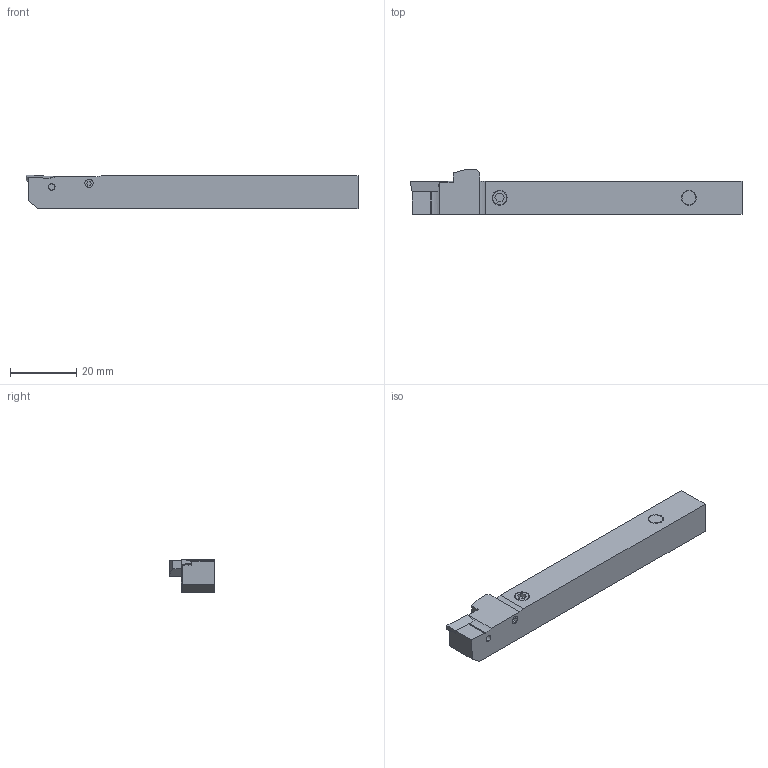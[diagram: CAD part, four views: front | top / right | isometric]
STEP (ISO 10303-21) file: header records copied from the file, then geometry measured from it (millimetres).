
FILE_DESCRIPTION (( 'STEP AP214' ), '1' );
FILE_NAME ('ISO-157-02.step', '2015-12-17T10:19:56', ( '' ), ( '' ), 'SwSTEP 2.0', 'SolidWorks 2015', '' );
FILE_SCHEMA (( 'AUTOMOTIVE_DESIGN' ));
Length unit declared in the file: millimetre
Products named in the file (1): ISO-157-02
Bounding box: 100 x 13.5 x 10.2 mm (x, y, z)
Volume: 9848 mm3; surface area: 4374 mm2
Topology: 1 solids, 1 shells, 93 faces, 256 edges, 178 vertices
Faces by surface type: plane 82, cylinder 9, cone 2
Entity records: 3076 total; most frequent: CARTESIAN_POINT 537, DIRECTION 512, ORIENTED_EDGE 512, EDGE_CURVE 256, VECTOR 182, LINE 182, VERTEX_POINT 178, AXIS2_PLACEMENT_3D 165
